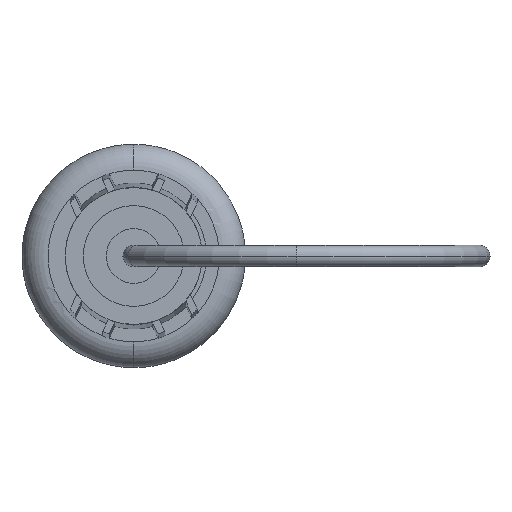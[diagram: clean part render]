
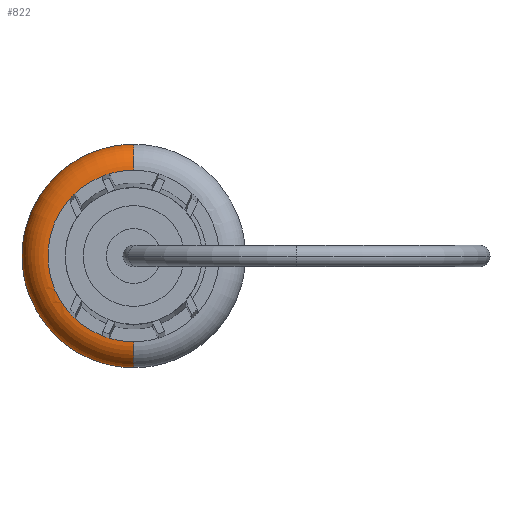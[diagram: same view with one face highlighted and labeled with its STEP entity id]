
A CAD part, left-side view. The second image highlights one B-rep face of the part: STEP entity #822.
In plain terms, the highlighted toroidal (fillet/blend) face has major radius 5.95 mm and minor radius 1.8 mm.
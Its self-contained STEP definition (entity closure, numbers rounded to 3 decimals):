
#4 = CARTESIAN_POINT ( 'NONE',  ( -6.9, 4.416, 3.988 ) ) ;
#101 = DIRECTION ( 'NONE',  ( 0., 0., -1. ) ) ;
#142 = DIRECTION ( 'NONE',  ( 1., 0., 0. ) ) ;
#145 = DIRECTION ( 'NONE',  ( 0., 0., 1. ) ) ;
#161 = AXIS2_PLACEMENT_3D ( 'NONE', #2109, #1835, #1828 ) ;
#162 = DIRECTION ( 'NONE',  ( 0., 0., 1. ) ) ;
#172 = CARTESIAN_POINT ( 'NONE',  ( -6.9, 0., 0. ) ) ;
#195 = TOROIDAL_SURFACE ( 'NONE', #2302, 5.95, 1.8 ) ;
#225 = ORIENTED_EDGE ( 'NONE', *, *, #3576, .F. ) ;
#230 = DIRECTION ( 'NONE',  ( 0., 0., -1. ) ) ;
#305 = CIRCLE ( 'NONE', #1520, 5.95 ) ;
#380 = EDGE_LOOP ( 'NONE', ( #1208, #1637, #2966, #1627, #499, #873, #1471, #2410, #225, #458, #1202, #2277 ) ) ;
#412 = AXIS2_PLACEMENT_3D ( 'NONE', #1695, #1965, #1724 ) ;
#422 = AXIS2_PLACEMENT_3D ( 'NONE', #1937, #2774, #1095 ) ;
#428 = CARTESIAN_POINT ( 'NONE',  ( -6.9, 4.041, 4.367 ) ) ;
#458 = ORIENTED_EDGE ( 'NONE', *, *, #2041, .F. ) ;
#479 = AXIS2_PLACEMENT_3D ( 'NONE', #2456, #1074, #230 ) ;
#499 = ORIENTED_EDGE ( 'NONE', *, *, #828, .T. ) ;
#548 = DIRECTION ( 'NONE',  ( 1., 0., 0. ) ) ;
#566 = CIRCLE ( 'NONE', #412, 5.95 ) ;
#668 = CARTESIAN_POINT ( 'NONE',  ( -6.9, 1.686, 5.706 ) ) ;
#718 = CARTESIAN_POINT ( 'NONE',  ( -6.9, 0., 0. ) ) ;
#730 = CARTESIAN_POINT ( 'NONE',  ( -6.9, 0., 5.95 ) ) ;
#778 = AXIS2_PLACEMENT_3D ( 'NONE', #718, #2665, #2122 ) ;
#822 = ADVANCED_FACE ( 'NONE', ( #3484 ), #195, .T. ) ;
#828 = EDGE_CURVE ( 'NONE', #2501, #1797, #2123, .T. ) ;
#866 = VERTEX_POINT ( 'NONE', #4 ) ;
#873 = ORIENTED_EDGE ( 'NONE', *, *, #1122, .T. ) ;
#899 = DIRECTION ( 'NONE',  ( 0., 0., -1. ) ) ;
#950 = CARTESIAN_POINT ( 'NONE',  ( -6.9, 0., 0. ) ) ;
#958 = VERTEX_POINT ( 'NONE', #959 ) ;
#959 = CARTESIAN_POINT ( 'NONE',  ( -6.9, 1.686, -5.706 ) ) ;
#1022 = CARTESIAN_POINT ( 'NONE',  ( -5.1, 0., -5.95 ) ) ;
#1074 = DIRECTION ( 'NONE',  ( 1., 0., 0. ) ) ;
#1095 = DIRECTION ( 'NONE',  ( 0., 0., -1. ) ) ;
#1096 = CIRCLE ( 'NONE', #2026, 5.95 ) ;
#1111 = VERTEX_POINT ( 'NONE', #668 ) ;
#1122 = EDGE_CURVE ( 'NONE', #1797, #2078, #2208, .T. ) ;
#1151 = VERTEX_POINT ( 'NONE', #428 ) ;
#1202 = ORIENTED_EDGE ( 'NONE', *, *, #1796, .T. ) ;
#1208 = ORIENTED_EDGE ( 'NONE', *, *, #1560, .T. ) ;
#1244 = CIRCLE ( 'NONE', #778, 5.95 ) ;
#1388 = CARTESIAN_POINT ( 'NONE',  ( -3.3, 0., 0. ) ) ;
#1412 = CARTESIAN_POINT ( 'NONE',  ( -6.9, 0., 0. ) ) ;
#1415 = CARTESIAN_POINT ( 'NONE',  ( -6.9, 4.416, -3.988 ) ) ;
#1423 = AXIS2_PLACEMENT_3D ( 'NONE', #1476, #3460, #1793 ) ;
#1471 = ORIENTED_EDGE ( 'NONE', *, *, #1598, .F. ) ;
#1476 = CARTESIAN_POINT ( 'NONE',  ( -6.9, 0., 0. ) ) ;
#1497 = CIRCLE ( 'NONE', #479, 5.95 ) ;
#1520 = AXIS2_PLACEMENT_3D ( 'NONE', #3544, #2679, #2973 ) ;
#1560 = EDGE_CURVE ( 'NONE', #1563, #3631, #1096, .T. ) ;
#1563 = VERTEX_POINT ( 'NONE', #3494 ) ;
#1598 = EDGE_CURVE ( 'NONE', #866, #2078, #2631, .T. ) ;
#1625 = AXIS2_PLACEMENT_3D ( 'NONE', #1412, #548, #899 ) ;
#1627 = ORIENTED_EDGE ( 'NONE', *, *, #3527, .T. ) ;
#1637 = ORIENTED_EDGE ( 'NONE', *, *, #3498, .T. ) ;
#1695 = CARTESIAN_POINT ( 'NONE',  ( -6.9, 0., 0. ) ) ;
#1724 = DIRECTION ( 'NONE',  ( 0., 0., 1. ) ) ;
#1793 = DIRECTION ( 'NONE',  ( 0., 0., 1. ) ) ;
#1796 = EDGE_CURVE ( 'NONE', #1111, #3537, #1497, .T. ) ;
#1797 = VERTEX_POINT ( 'NONE', #2713 ) ;
#1828 = DIRECTION ( 'NONE',  ( 0., 0., 1. ) ) ;
#1835 = DIRECTION ( 'NONE',  ( -1., 0., 0. ) ) ;
#1875 = DIRECTION ( 'NONE',  ( -1., 0., 0. ) ) ;
#1937 = CARTESIAN_POINT ( 'NONE',  ( -5.1, 0., 5.95 ) ) ;
#1965 = DIRECTION ( 'NONE',  ( -1., 0., 0. ) ) ;
#2026 = AXIS2_PLACEMENT_3D ( 'NONE', #1388, #3429, #2269 ) ;
#2041 = EDGE_CURVE ( 'NONE', #1111, #2980, #566, .T. ) ;
#2078 = VERTEX_POINT ( 'NONE', #1415 ) ;
#2109 = CARTESIAN_POINT ( 'NONE',  ( -6.9, 0., 0. ) ) ;
#2122 = DIRECTION ( 'NONE',  ( 0., 0., 1. ) ) ;
#2123 = CIRCLE ( 'NONE', #1625, 5.95 ) ;
#2143 = DIRECTION ( 'NONE',  ( -1., 0., 0. ) ) ;
#2208 = CIRCLE ( 'NONE', #3285, 5.95 ) ;
#2236 = CIRCLE ( 'NONE', #161, 5.95 ) ;
#2269 = DIRECTION ( 'NONE',  ( 0., 0., 1. ) ) ;
#2277 = ORIENTED_EDGE ( 'NONE', *, *, #2953, .F. ) ;
#2302 = AXIS2_PLACEMENT_3D ( 'NONE', #3307, #2143, #145 ) ;
#2410 = ORIENTED_EDGE ( 'NONE', *, *, #2940, .F. ) ;
#2456 = CARTESIAN_POINT ( 'NONE',  ( -6.9, 0., 0. ) ) ;
#2501 = VERTEX_POINT ( 'NONE', #3090 ) ;
#2621 = AXIS2_PLACEMENT_3D ( 'NONE', #172, #1875, #3361 ) ;
#2625 = CIRCLE ( 'NONE', #2621, 5.95 ) ;
#2631 = CIRCLE ( 'NONE', #1423, 5.95 ) ;
#2665 = DIRECTION ( 'NONE',  ( -1., 0., 0. ) ) ;
#2679 = DIRECTION ( 'NONE',  ( 1., 0., 0. ) ) ;
#2713 = CARTESIAN_POINT ( 'NONE',  ( -6.9, 4.041, -4.367 ) ) ;
#2714 = CIRCLE ( 'NONE', #2990, 1.8 ) ;
#2762 = CARTESIAN_POINT ( 'NONE',  ( -3.3, 0., -5.95 ) ) ;
#2774 = DIRECTION ( 'NONE',  ( 0., -1., 0. ) ) ;
#2940 = EDGE_CURVE ( 'NONE', #1151, #866, #2625, .T. ) ;
#2953 = EDGE_CURVE ( 'NONE', #1563, #3537, #3609, .T. ) ;
#2966 = ORIENTED_EDGE ( 'NONE', *, *, #3170, .F. ) ;
#2973 = DIRECTION ( 'NONE',  ( 0., 0., -1. ) ) ;
#2980 = VERTEX_POINT ( 'NONE', #3638 ) ;
#2990 = AXIS2_PLACEMENT_3D ( 'NONE', #1022, #3004, #162 ) ;
#3004 = DIRECTION ( 'NONE',  ( 0., 1., 0. ) ) ;
#3078 = VERTEX_POINT ( 'NONE', #3141 ) ;
#3090 = CARTESIAN_POINT ( 'NONE',  ( -6.9, 2.162, -5.543 ) ) ;
#3141 = CARTESIAN_POINT ( 'NONE',  ( -6.9, 0., -5.95 ) ) ;
#3170 = EDGE_CURVE ( 'NONE', #958, #3078, #2236, .T. ) ;
#3285 = AXIS2_PLACEMENT_3D ( 'NONE', #950, #142, #101 ) ;
#3307 = CARTESIAN_POINT ( 'NONE',  ( -5.1, 0., 0. ) ) ;
#3361 = DIRECTION ( 'NONE',  ( 0., 0., 1. ) ) ;
#3429 = DIRECTION ( 'NONE',  ( -1., 0., 0. ) ) ;
#3460 = DIRECTION ( 'NONE',  ( -1., 0., 0. ) ) ;
#3484 = FACE_OUTER_BOUND ( 'NONE', #380, .T. ) ;
#3494 = CARTESIAN_POINT ( 'NONE',  ( -3.3, 0., 5.95 ) ) ;
#3498 = EDGE_CURVE ( 'NONE', #3631, #3078, #2714, .T. ) ;
#3527 = EDGE_CURVE ( 'NONE', #958, #2501, #305, .T. ) ;
#3537 = VERTEX_POINT ( 'NONE', #730 ) ;
#3544 = CARTESIAN_POINT ( 'NONE',  ( -6.9, 0., 0. ) ) ;
#3576 = EDGE_CURVE ( 'NONE', #2980, #1151, #1244, .T. ) ;
#3609 = CIRCLE ( 'NONE', #422, 1.8 ) ;
#3631 = VERTEX_POINT ( 'NONE', #2762 ) ;
#3638 = CARTESIAN_POINT ( 'NONE',  ( -6.9, 2.162, 5.543 ) ) ;
